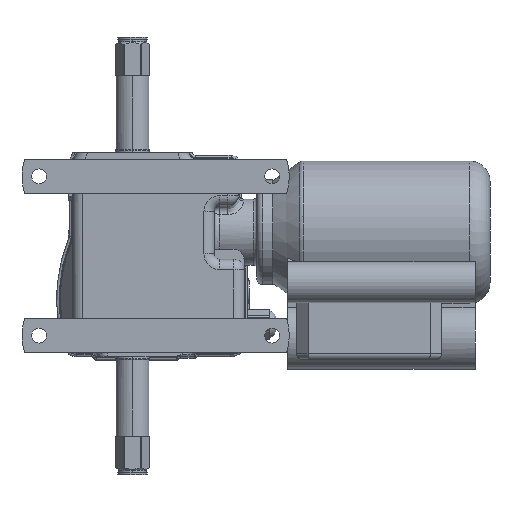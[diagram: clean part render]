
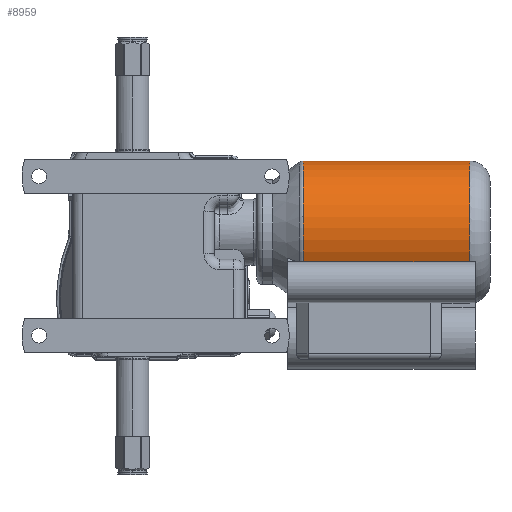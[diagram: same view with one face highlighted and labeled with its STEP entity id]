
A CAD part, left-side view. The second image highlights one B-rep face of the part: STEP entity #8959.
In plain terms, the highlighted cylindrical face has radius 62.5 mm (diameter 125 mm), a partial arc.
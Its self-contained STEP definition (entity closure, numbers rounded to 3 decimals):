
#3599 = DIRECTION ( 'NONE',  ( 0., -1., 0. ) ) ;
#4065 = EDGE_LOOP ( 'NONE', ( #9217, #12073, #18967, #9395 ) ) ;
#4138 = VERTEX_POINT ( 'NONE', #9572 ) ;
#4874 = EDGE_CURVE ( 'NONE', #4138, #12279, #9084, .T. ) ;
#5038 = VERTEX_POINT ( 'NONE', #8122 ) ;
#5257 = VERTEX_POINT ( 'NONE', #8779 ) ;
#6499 = CIRCLE ( 'NONE', #12126, 62.5 ) ;
#6775 = CARTESIAN_POINT ( 'NONE',  ( -56.179, 0., -27.389 ) ) ;
#7122 = LINE ( 'NONE', #20297, #13900 ) ;
#7951 = FACE_OUTER_BOUND ( 'NONE', #4065, .T. ) ;
#8122 = CARTESIAN_POINT ( 'NONE',  ( 0., -173., 62.5 ) ) ;
#8779 = CARTESIAN_POINT ( 'NONE',  ( -56.179, -173., -27.389 ) ) ;
#8959 = ADVANCED_FACE ( 'NONE', ( #7951 ), #16509, .T. ) ;
#9084 = CIRCLE ( 'NONE', #14693, 62.5 ) ;
#9217 = ORIENTED_EDGE ( 'NONE', *, *, #12748, .T. ) ;
#9395 = ORIENTED_EDGE ( 'NONE', *, *, #10833, .T. ) ;
#9572 = CARTESIAN_POINT ( 'NONE',  ( 0., -26.576, 62.5 ) ) ;
#10002 = CARTESIAN_POINT ( 'NONE',  ( -56.179, -26.576, -27.389 ) ) ;
#10833 = EDGE_CURVE ( 'NONE', #12279, #5257, #13682, .T. ) ;
#12073 = ORIENTED_EDGE ( 'NONE', *, *, #21620, .T. ) ;
#12126 = AXIS2_PLACEMENT_3D ( 'NONE', #20253, #18158, #18488 ) ;
#12279 = VERTEX_POINT ( 'NONE', #10002 ) ;
#12748 = EDGE_CURVE ( 'NONE', #5257, #5038, #6499, .T. ) ;
#12851 = AXIS2_PLACEMENT_3D ( 'NONE', #19481, #14867, #19812 ) ;
#13682 = LINE ( 'NONE', #6775, #14475 ) ;
#13822 = DIRECTION ( 'NONE',  ( 0., 1., 0. ) ) ;
#13900 = VECTOR ( 'NONE', #13822, 1000. ) ;
#14287 = DIRECTION ( 'NONE',  ( 0., 0., -1. ) ) ;
#14475 = VECTOR ( 'NONE', #3599, 1000. ) ;
#14693 = AXIS2_PLACEMENT_3D ( 'NONE', #15821, #17265, #14287 ) ;
#14867 = DIRECTION ( 'NONE',  ( 0., 1., 0. ) ) ;
#15821 = CARTESIAN_POINT ( 'NONE',  ( 0., -26.576, 0. ) ) ;
#16509 = CYLINDRICAL_SURFACE ( 'NONE', #12851, 62.5 ) ;
#17265 = DIRECTION ( 'NONE',  ( 0., -1., 0. ) ) ;
#18158 = DIRECTION ( 'NONE',  ( 0., 1., 0. ) ) ;
#18488 = DIRECTION ( 'NONE',  ( 0., 0., 1. ) ) ;
#18967 = ORIENTED_EDGE ( 'NONE', *, *, #4874, .T. ) ;
#19481 = CARTESIAN_POINT ( 'NONE',  ( 0., 0., 0. ) ) ;
#19812 = DIRECTION ( 'NONE',  ( 0., 0., 1. ) ) ;
#20253 = CARTESIAN_POINT ( 'NONE',  ( 0., -173., 0. ) ) ;
#20297 = CARTESIAN_POINT ( 'NONE',  ( 0., 0., 62.5 ) ) ;
#21620 = EDGE_CURVE ( 'NONE', #5038, #4138, #7122, .T. ) ;
